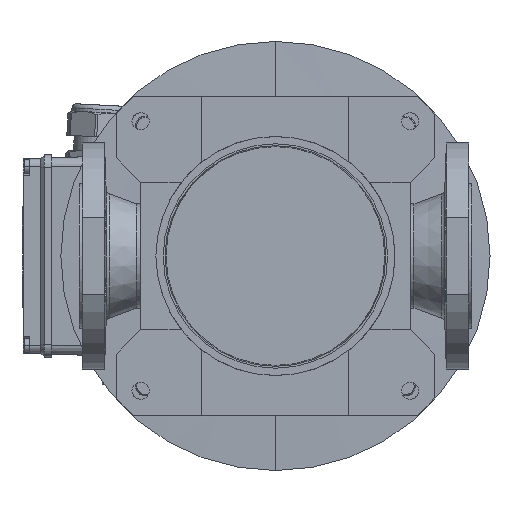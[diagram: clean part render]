
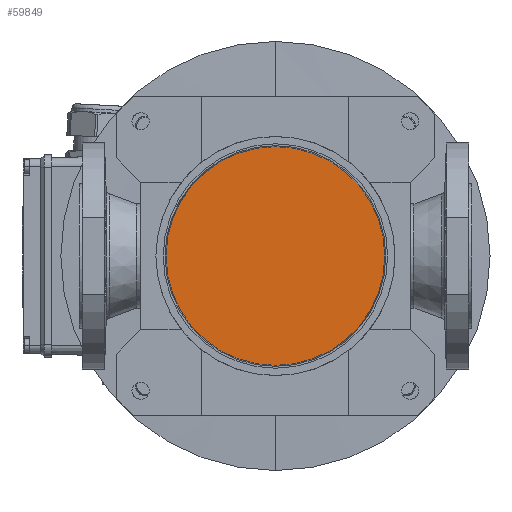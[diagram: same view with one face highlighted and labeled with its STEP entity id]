
A CAD part, front view. The second image highlights one B-rep face of the part: STEP entity #59849.
In plain terms, the highlighted planar face has unit normal (0, -1, 0).
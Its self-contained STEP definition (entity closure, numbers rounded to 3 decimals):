
#4167 = VERTEX_POINT ( 'NONE', #74528 ) ;
#7926 = CIRCLE ( 'NONE', #68279, 89.214 ) ;
#8610 = AXIS2_PLACEMENT_3D ( 'NONE', #74924, #105907, #54045 ) ;
#11274 = CIRCLE ( 'NONE', #77939, 89.214 ) ;
#20590 = VERTEX_POINT ( 'NONE', #65008 ) ;
#20618 = CARTESIAN_POINT ( 'NONE',  ( 0., -46., 0. ) ) ;
#21292 = DIRECTION ( 'NONE',  ( 0., 0., 1. ) ) ;
#31152 = PLANE ( 'NONE',  #8610 ) ;
#45272 = EDGE_CURVE ( 'NONE', #20590, #4167, #7926, .T. ) ;
#48526 = EDGE_LOOP ( 'NONE', ( #63459, #96918 ) ) ;
#54045 = DIRECTION ( 'NONE',  ( 0., 0., -1. ) ) ;
#59120 = DIRECTION ( 'NONE',  ( 0., 0., 1. ) ) ;
#59849 = ADVANCED_FACE ( 'NONE', ( #83722 ), #31152, .T. ) ;
#63459 = ORIENTED_EDGE ( 'NONE', *, *, #71466, .F. ) ;
#65008 = CARTESIAN_POINT ( 'NONE',  ( 0., -46., 89.214 ) ) ;
#68279 = AXIS2_PLACEMENT_3D ( 'NONE', #20618, #72495, #21292 ) ;
#71466 = EDGE_CURVE ( 'NONE', #4167, #20590, #11274, .T. ) ;
#72495 = DIRECTION ( 'NONE',  ( 0., 1., 0. ) ) ;
#74528 = CARTESIAN_POINT ( 'NONE',  ( 0., -46., -89.214 ) ) ;
#74924 = CARTESIAN_POINT ( 'NONE',  ( 0., -46., 0. ) ) ;
#77939 = AXIS2_PLACEMENT_3D ( 'NONE', #109016, #79338, #59120 ) ;
#79338 = DIRECTION ( 'NONE',  ( 0., 1., 0. ) ) ;
#83722 = FACE_OUTER_BOUND ( 'NONE', #48526, .T. ) ;
#96918 = ORIENTED_EDGE ( 'NONE', *, *, #45272, .F. ) ;
#105907 = DIRECTION ( 'NONE',  ( 0., -1., 0. ) ) ;
#109016 = CARTESIAN_POINT ( 'NONE',  ( 0., -46., 0. ) ) ;
